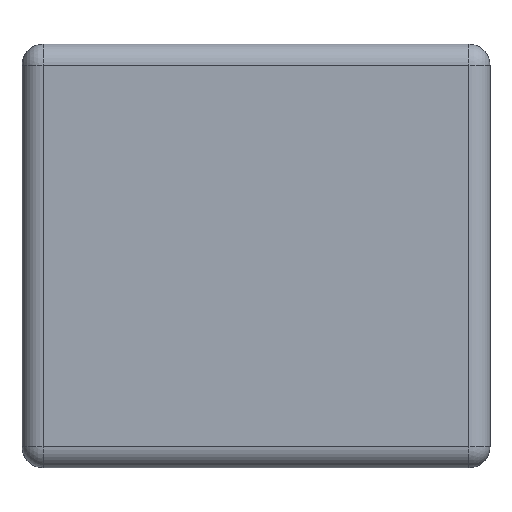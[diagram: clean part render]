
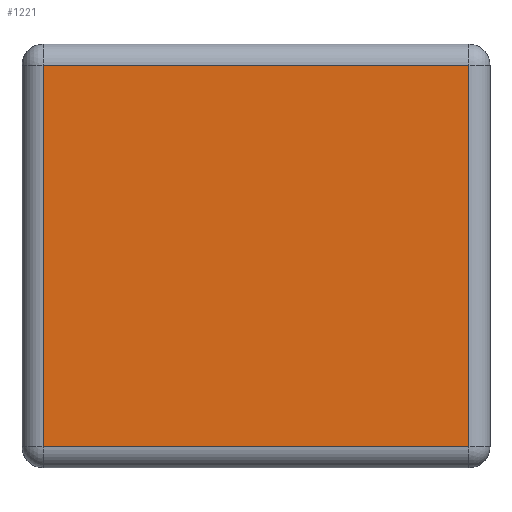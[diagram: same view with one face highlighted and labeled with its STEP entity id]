
A CAD part, left-side view. The second image highlights one B-rep face of the part: STEP entity #1221.
In plain terms, the highlighted planar face has unit normal (-1, 0, 0).
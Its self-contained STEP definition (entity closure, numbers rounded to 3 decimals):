
#17 = LINE ( 'NONE', #610, #468 ) ;
#23 = CARTESIAN_POINT ( 'NONE',  ( -0.125, 0.006, -0.063 ) ) ;
#58 = CARTESIAN_POINT ( 'NONE',  ( -0.125, 0.138, -0.063 ) ) ;
#68 = DIRECTION ( 'NONE',  ( 1., 0., 0. ) ) ;
#110 = LINE ( 'NONE', #533, #470 ) ;
#170 = EDGE_LOOP ( 'NONE', ( #628, #638, #1222, #1152 ) ) ;
#190 = AXIS2_PLACEMENT_3D ( 'NONE', #58, #68, #857 ) ;
#200 = VERTEX_POINT ( 'NONE', #948 ) ;
#280 = DIRECTION ( 'NONE',  ( 0., 1., 0. ) ) ;
#282 = CARTESIAN_POINT ( 'NONE',  ( -0.125, 0.132, -0.056 ) ) ;
#305 = EDGE_CURVE ( 'NONE', #672, #200, #373, .T. ) ;
#357 = EDGE_CURVE ( 'NONE', #200, #1033, #17, .T. ) ;
#373 = LINE ( 'NONE', #762, #688 ) ;
#396 = DIRECTION ( 'NONE',  ( 0., 0., -1. ) ) ;
#404 = CARTESIAN_POINT ( 'NONE',  ( -0.125, 0.006, 0.056 ) ) ;
#407 = CARTESIAN_POINT ( 'NONE',  ( -0.125, 0.006, -0.056 ) ) ;
#459 = FACE_OUTER_BOUND ( 'NONE', #170, .T. ) ;
#468 = VECTOR ( 'NONE', #396, 1000. ) ;
#470 = VECTOR ( 'NONE', #911, 1000. ) ;
#533 = CARTESIAN_POINT ( 'NONE',  ( -0.125, 0.138, -0.056 ) ) ;
#610 = CARTESIAN_POINT ( 'NONE',  ( -0.125, 0.132, -0.063 ) ) ;
#623 = DIRECTION ( 'NONE',  ( 0., 0., 1. ) ) ;
#628 = ORIENTED_EDGE ( 'NONE', *, *, #357, .T. ) ;
#638 = ORIENTED_EDGE ( 'NONE', *, *, #671, .T. ) ;
#671 = EDGE_CURVE ( 'NONE', #1033, #1114, #110, .T. ) ;
#672 = VERTEX_POINT ( 'NONE', #404 ) ;
#688 = VECTOR ( 'NONE', #280, 1000. ) ;
#762 = CARTESIAN_POINT ( 'NONE',  ( -0.125, 0.138, 0.056 ) ) ;
#792 = VECTOR ( 'NONE', #623, 1000. ) ;
#857 = DIRECTION ( 'NONE',  ( 0., 0., -1. ) ) ;
#899 = LINE ( 'NONE', #23, #792 ) ;
#911 = DIRECTION ( 'NONE',  ( 0., -1., 0. ) ) ;
#948 = CARTESIAN_POINT ( 'NONE',  ( -0.125, 0.132, 0.056 ) ) ;
#1033 = VERTEX_POINT ( 'NONE', #282 ) ;
#1050 = PLANE ( 'NONE',  #190 ) ;
#1114 = VERTEX_POINT ( 'NONE', #407 ) ;
#1152 = ORIENTED_EDGE ( 'NONE', *, *, #305, .T. ) ;
#1190 = EDGE_CURVE ( 'NONE', #1114, #672, #899, .T. ) ;
#1221 = ADVANCED_FACE ( 'NONE', ( #459 ), #1050, .F. ) ;
#1222 = ORIENTED_EDGE ( 'NONE', *, *, #1190, .T. ) ;
